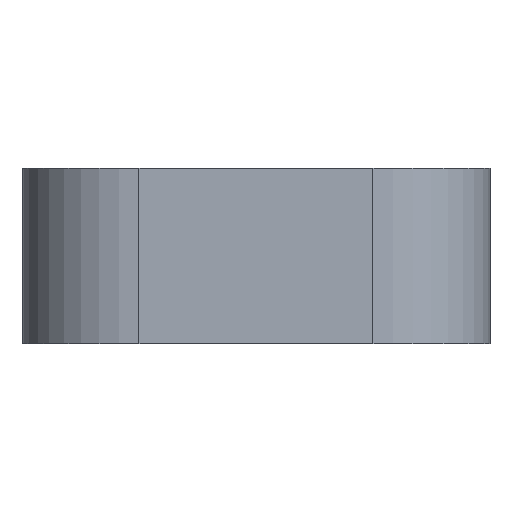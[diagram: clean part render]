
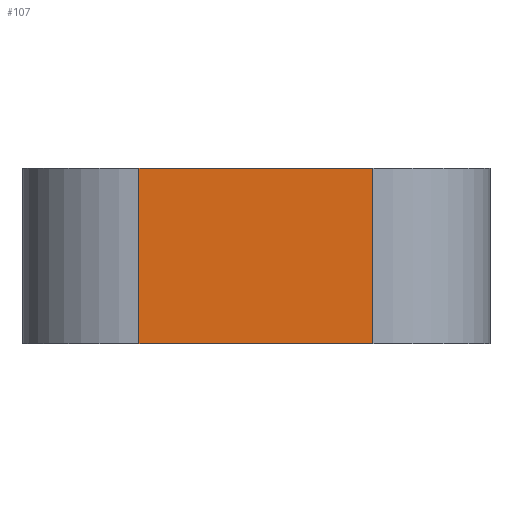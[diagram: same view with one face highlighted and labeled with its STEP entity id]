
A CAD part, front view. The second image highlights one B-rep face of the part: STEP entity #107.
In plain terms, the highlighted planar face has unit normal (0, -1, 0).
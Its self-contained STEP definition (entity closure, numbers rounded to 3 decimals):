
#13 = ORIENTED_EDGE ( 'NONE', *, *, #356, .T. ) ;
#22 = CARTESIAN_POINT ( 'NONE',  ( -42., 127., 8.8 ) ) ;
#28 = EDGE_CURVE ( 'NONE', #372, #324, #238, .T. ) ;
#33 = DIRECTION ( 'NONE',  ( 0., -1., 0. ) ) ;
#37 = DIRECTION ( 'NONE',  ( 0., 0., -1. ) ) ;
#55 = ORIENTED_EDGE ( 'NONE', *, *, #28, .F. ) ;
#64 = CARTESIAN_POINT ( 'NONE',  ( -42., 127., 8.8 ) ) ;
#67 = CARTESIAN_POINT ( 'NONE',  ( -42., 127., 8.8 ) ) ;
#76 = CARTESIAN_POINT ( 'NONE',  ( -38., 127., 8.8 ) ) ;
#77 = ORIENTED_EDGE ( 'NONE', *, *, #266, .F. ) ;
#90 = DIRECTION ( 'NONE',  ( 1., 0., 0. ) ) ;
#107 = ADVANCED_FACE ( 'NONE', ( #242 ), #239, .T. ) ;
#109 = VERTEX_POINT ( 'NONE', #152 ) ;
#122 = VECTOR ( 'NONE', #90, 1000. ) ;
#130 = AXIS2_PLACEMENT_3D ( 'NONE', #151, #33, #358 ) ;
#148 = VERTEX_POINT ( 'NONE', #185 ) ;
#151 = CARTESIAN_POINT ( 'NONE',  ( -38., 127., 8.8 ) ) ;
#152 = CARTESIAN_POINT ( 'NONE',  ( -42., 127., 5.8 ) ) ;
#167 = DIRECTION ( 'NONE',  ( 0., 0., -1. ) ) ;
#181 = VECTOR ( 'NONE', #167, 1000. ) ;
#185 = CARTESIAN_POINT ( 'NONE',  ( -38., 127., 5.8 ) ) ;
#187 = LINE ( 'NONE', #217, #315 ) ;
#217 = CARTESIAN_POINT ( 'NONE',  ( -42., 127., 5.8 ) ) ;
#238 = LINE ( 'NONE', #64, #122 ) ;
#239 = PLANE ( 'NONE',  #130 ) ;
#242 = FACE_OUTER_BOUND ( 'NONE', #246, .T. ) ;
#246 = EDGE_LOOP ( 'NONE', ( #55, #13, #77, #259 ) ) ;
#259 = ORIENTED_EDGE ( 'NONE', *, *, #374, .F. ) ;
#266 = EDGE_CURVE ( 'NONE', #148, #109, #187, .T. ) ;
#306 = DIRECTION ( 'NONE',  ( -1., 0., 0. ) ) ;
#315 = VECTOR ( 'NONE', #306, 1000. ) ;
#323 = LINE ( 'NONE', #76, #181 ) ;
#324 = VERTEX_POINT ( 'NONE', #368 ) ;
#344 = VECTOR ( 'NONE', #37, 1000. ) ;
#356 = EDGE_CURVE ( 'NONE', #372, #109, #365, .T. ) ;
#358 = DIRECTION ( 'NONE',  ( 0., 0., -1. ) ) ;
#365 = LINE ( 'NONE', #67, #344 ) ;
#368 = CARTESIAN_POINT ( 'NONE',  ( -38., 127., 8.8 ) ) ;
#372 = VERTEX_POINT ( 'NONE', #22 ) ;
#374 = EDGE_CURVE ( 'NONE', #324, #148, #323, .T. ) ;
